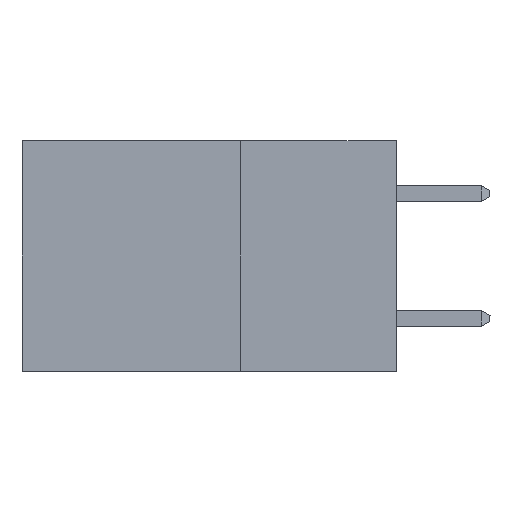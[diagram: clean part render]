
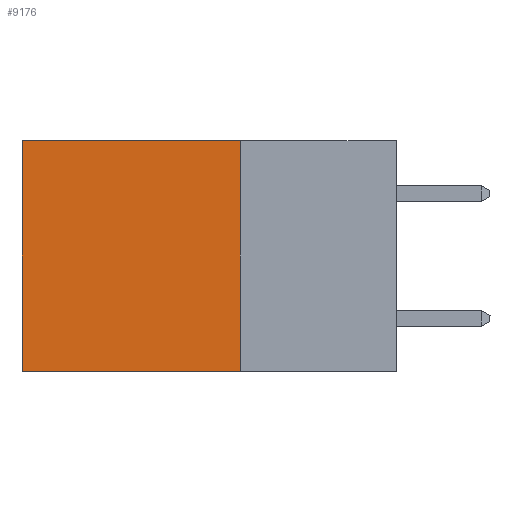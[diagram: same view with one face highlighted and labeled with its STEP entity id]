
A CAD part, left-side view. The second image highlights one B-rep face of the part: STEP entity #9176.
In plain terms, the highlighted planar face has unit normal (-1, 0, 0).
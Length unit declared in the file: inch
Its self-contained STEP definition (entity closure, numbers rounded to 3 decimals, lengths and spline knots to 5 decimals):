
#139 = DIRECTION ( 'NONE',  ( 0., 1., 0. ) ) ;
#378 = LINE ( 'NONE', #8437, #6638 ) ;
#765 = EDGE_LOOP ( 'NONE', ( #6885, #12337, #3020, #13461 ) ) ;
#978 = CARTESIAN_POINT ( 'NONE',  ( 0.298, 0.6, 0. ) ) ;
#1201 = DIRECTION ( 'NONE',  ( 0., 0., -1. ) ) ;
#1867 = VECTOR ( 'NONE', #3134, 39.37008 ) ;
#1916 = DIRECTION ( 'NONE',  ( 0., 0., -1. ) ) ;
#3020 = ORIENTED_EDGE ( 'NONE', *, *, #10704, .F. ) ;
#3134 = DIRECTION ( 'NONE',  ( 0., 1., 0. ) ) ;
#3216 = DIRECTION ( 'NONE',  ( 1., 0., 0. ) ) ;
#4203 = CARTESIAN_POINT ( 'NONE',  ( 0.298, 0.25, -0.37 ) ) ;
#4646 = VERTEX_POINT ( 'NONE', #6820 ) ;
#4745 = LINE ( 'NONE', #978, #6996 ) ;
#5639 = EDGE_CURVE ( 'NONE', #7781, #6380, #10246, .T. ) ;
#6380 = VERTEX_POINT ( 'NONE', #10799 ) ;
#6638 = VECTOR ( 'NONE', #9709, 39.37008 ) ;
#6757 = AXIS2_PLACEMENT_3D ( 'NONE', #14500, #3216, #1201 ) ;
#6820 = CARTESIAN_POINT ( 'NONE',  ( 0.298, 0.25, 0. ) ) ;
#6885 = ORIENTED_EDGE ( 'NONE', *, *, #7595, .T. ) ;
#6996 = VECTOR ( 'NONE', #1916, 39.37008 ) ;
#7592 = CARTESIAN_POINT ( 'NONE',  ( 0.298, 0.25, -0.37 ) ) ;
#7595 = EDGE_CURVE ( 'NONE', #13516, #6380, #4745, .T. ) ;
#7699 = PLANE ( 'NONE',  #6757 ) ;
#7781 = VERTEX_POINT ( 'NONE', #7592 ) ;
#8148 = CARTESIAN_POINT ( 'NONE',  ( 0.298, 0.6, 0. ) ) ;
#8437 = CARTESIAN_POINT ( 'NONE',  ( 0.298, 0.25, 0. ) ) ;
#9176 = ADVANCED_FACE ( 'NONE', ( #11605 ), #7699, .F. ) ;
#9540 = LINE ( 'NONE', #13543, #13618 ) ;
#9709 = DIRECTION ( 'NONE',  ( 0., 0., -1. ) ) ;
#10246 = LINE ( 'NONE', #4203, #1867 ) ;
#10704 = EDGE_CURVE ( 'NONE', #4646, #7781, #378, .T. ) ;
#10799 = CARTESIAN_POINT ( 'NONE',  ( 0.298, 0.6, -0.37 ) ) ;
#11605 = FACE_OUTER_BOUND ( 'NONE', #765, .T. ) ;
#12337 = ORIENTED_EDGE ( 'NONE', *, *, #5639, .F. ) ;
#12711 = EDGE_CURVE ( 'NONE', #4646, #13516, #9540, .T. ) ;
#13461 = ORIENTED_EDGE ( 'NONE', *, *, #12711, .T. ) ;
#13516 = VERTEX_POINT ( 'NONE', #8148 ) ;
#13543 = CARTESIAN_POINT ( 'NONE',  ( 0.298, 0.25, 0. ) ) ;
#13618 = VECTOR ( 'NONE', #139, 39.37008 ) ;
#14500 = CARTESIAN_POINT ( 'NONE',  ( 0.298, 0.25, 0. ) ) ;
